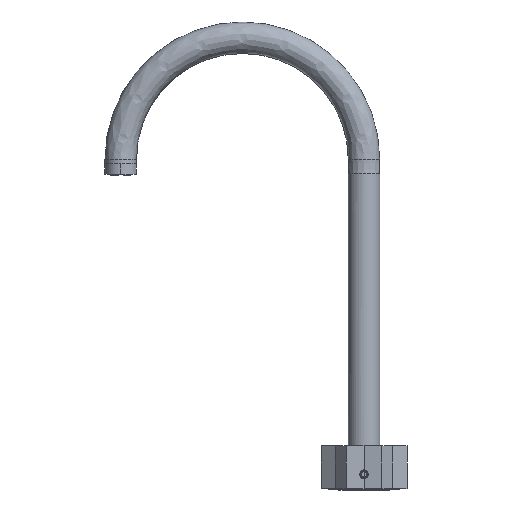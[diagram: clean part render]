
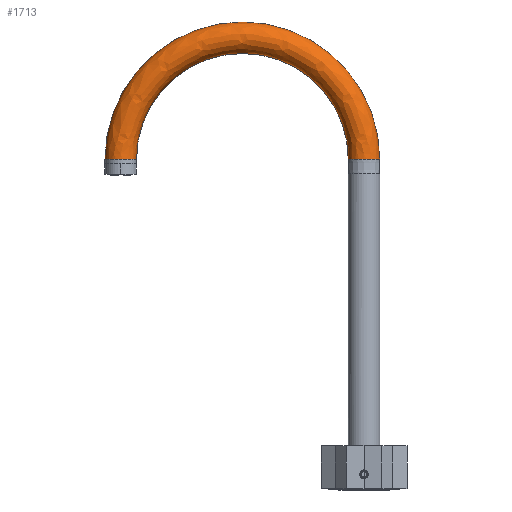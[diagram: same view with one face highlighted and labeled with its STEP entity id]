
A CAD part, left-side view. The second image highlights one B-rep face of the part: STEP entity #1713.
In plain terms, the highlighted face is a revolution surface.
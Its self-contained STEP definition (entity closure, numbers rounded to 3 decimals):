
#1501=CARTESIAN_POINT('Vertex',(0.,181.,248.5)) ;
#1520=CARTESIAN_POINT('Vertex',(0.,159.,248.5)) ;
#1557=CARTESIAN_POINT('Control Point',(0.,181.,248.5)) ;
#1558=CARTESIAN_POINT('Control Point',(-1.728,181.,248.5)) ;
#1559=CARTESIAN_POINT('Control Point',(-3.456,180.661,248.5)) ;
#1560=CARTESIAN_POINT('Control Point',(-5.095,179.982,248.5)) ;
#1561=CARTESIAN_POINT('Control Point',(-8.018,178.018,248.5)) ;
#1562=CARTESIAN_POINT('Control Point',(-9.982,175.095,248.5)) ;
#1563=CARTESIAN_POINT('Control Point',(-10.661,173.456,248.5)) ;
#1564=CARTESIAN_POINT('Control Point',(-11.339,170.,248.5)) ;
#1565=CARTESIAN_POINT('Control Point',(-10.661,166.544,248.5)) ;
#1566=CARTESIAN_POINT('Control Point',(-9.982,164.905,248.5)) ;
#1567=CARTESIAN_POINT('Control Point',(-8.018,161.982,248.5)) ;
#1568=CARTESIAN_POINT('Control Point',(-5.095,160.018,248.5)) ;
#1569=CARTESIAN_POINT('Control Point',(-3.456,159.339,248.5)) ;
#1570=CARTESIAN_POINT('Control Point',(-1.728,159.,248.5)) ;
#1571=CARTESIAN_POINT('Control Point',(0.,159.,248.5)) ;
#1631=CARTESIAN_POINT('Axis2P3D Location',(0.,85.,248.5)) ;
#1635=CARTESIAN_POINT('Vertex',(0.,11.,248.5)) ;
#1638=CARTESIAN_POINT('Axis2P3D Location',(0.,85.,248.5)) ;
#1642=CARTESIAN_POINT('Vertex',(0.,-11.,248.5)) ;
#1671=CARTESIAN_POINT('Control Point',(0.,181.,248.5)) ;
#1672=CARTESIAN_POINT('Control Point',(-1.728,181.,248.5)) ;
#1673=CARTESIAN_POINT('Control Point',(-3.456,180.661,248.5)) ;
#1674=CARTESIAN_POINT('Control Point',(-5.095,179.982,248.5)) ;
#1675=CARTESIAN_POINT('Control Point',(-8.018,178.018,248.5)) ;
#1676=CARTESIAN_POINT('Control Point',(-9.982,175.095,248.5)) ;
#1677=CARTESIAN_POINT('Control Point',(-10.661,173.456,248.5)) ;
#1678=CARTESIAN_POINT('Control Point',(-11.339,170.,248.5)) ;
#1679=CARTESIAN_POINT('Control Point',(-10.661,166.544,248.5)) ;
#1680=CARTESIAN_POINT('Control Point',(-9.982,164.905,248.5)) ;
#1681=CARTESIAN_POINT('Control Point',(-8.018,161.982,248.5)) ;
#1682=CARTESIAN_POINT('Control Point',(-5.095,160.018,248.5)) ;
#1683=CARTESIAN_POINT('Control Point',(-3.456,159.339,248.5)) ;
#1684=CARTESIAN_POINT('Control Point',(-1.728,159.,248.5)) ;
#1685=CARTESIAN_POINT('Control Point',(0.,159.,248.5)) ;
#1686=CARTESIAN_POINT('Axis1P Location',(0.,85.,248.5)) ;
#1691=CARTESIAN_POINT('Control Point',(0.,-11.,248.5)) ;
#1692=CARTESIAN_POINT('Control Point',(-1.728,-11.,248.5)) ;
#1693=CARTESIAN_POINT('Control Point',(-3.456,-10.661,248.5)) ;
#1694=CARTESIAN_POINT('Control Point',(-5.095,-9.982,248.5)) ;
#1695=CARTESIAN_POINT('Control Point',(-8.018,-8.018,248.5)) ;
#1696=CARTESIAN_POINT('Control Point',(-9.982,-5.095,248.5)) ;
#1697=CARTESIAN_POINT('Control Point',(-10.661,-3.456,248.5)) ;
#1698=CARTESIAN_POINT('Control Point',(-11.339,0.,248.5)) ;
#1699=CARTESIAN_POINT('Control Point',(-10.661,3.456,248.5)) ;
#1700=CARTESIAN_POINT('Control Point',(-9.982,5.095,248.5)) ;
#1701=CARTESIAN_POINT('Control Point',(-8.018,8.018,248.5)) ;
#1702=CARTESIAN_POINT('Control Point',(-5.095,9.982,248.5)) ;
#1703=CARTESIAN_POINT('Control Point',(-3.456,10.661,248.5)) ;
#1704=CARTESIAN_POINT('Control Point',(-1.728,11.,248.5)) ;
#1705=CARTESIAN_POINT('Control Point',(0.,11.,248.5)) ;
#1632=DIRECTION('Axis2P3D Direction',(1.,0.,0.)) ;
#1639=DIRECTION('Axis2P3D Direction',(1.,0.,0.)) ;
#1687=DIRECTION('Axis1P Direction',(1.,0.,0.)) ;
#1633=AXIS2_PLACEMENT_3D('Circle Axis2P3D',#1631,#1632,$) ;
#1640=AXIS2_PLACEMENT_3D('Circle Axis2P3D',#1638,#1639,$) ;
#1634=CIRCLE('generated circle',#1633,74.) ;
#1641=CIRCLE('generated circle',#1640,96.) ;
#1689=SURFACE_OF_REVOLUTION('Surface of Revolution',#1670,#1688) ;
#1688=AXIS1_PLACEMENT('Revolution Surface Axis1P',#1686,#1687) ;
#1572=EDGE_CURVE('',#1521,#1502,#1556,.F.) ;
#1637=EDGE_CURVE('',#1521,#1636,#1634,.T.) ;
#1644=EDGE_CURVE('',#1502,#1643,#1641,.T.) ;
#1706=EDGE_CURVE('',#1636,#1643,#1690,.F.) ;
#1708=ORIENTED_EDGE('',*,*,#1706,.T.) ;
#1709=ORIENTED_EDGE('',*,*,#1644,.F.) ;
#1710=ORIENTED_EDGE('',*,*,#1572,.F.) ;
#1711=ORIENTED_EDGE('',*,*,#1637,.T.) ;
#1707=EDGE_LOOP('',(#1708,#1709,#1710,#1711)) ;
#1502=VERTEX_POINT('',#1501) ;
#1521=VERTEX_POINT('',#1520) ;
#1636=VERTEX_POINT('',#1635) ;
#1643=VERTEX_POINT('',#1642) ;
#1713=ADVANCED_FACE('PR9C179.1\\P47257.1\\PartBody',(#1712),#1689,.F.) ;
#1556=B_SPLINE_CURVE_WITH_KNOTS('',5,(#1557,#1558,#1559,#1560,#1561,#1562,#1563,#1564,#1565,#1566,#1567,#1568,#1569,#1570,#1571),.UNSPECIFIED.,.F.,.U.,(6,3,3,3,6),(0.,8.751,17.503,26.254,35.006),.UNSPECIFIED.) ;
#1670=B_SPLINE_CURVE_WITH_KNOTS('',5,(#1671,#1672,#1673,#1674,#1675,#1676,#1677,#1678,#1679,#1680,#1681,#1682,#1683,#1684,#1685),.UNSPECIFIED.,.F.,.U.,(6,3,3,3,6),(31.345,40.097,48.848,57.6,66.351),.UNSPECIFIED.) ;
#1690=B_SPLINE_CURVE_WITH_KNOTS('',5,(#1691,#1692,#1693,#1694,#1695,#1696,#1697,#1698,#1699,#1700,#1701,#1702,#1703,#1704,#1705),.UNSPECIFIED.,.F.,.U.,(6,3,3,3,6),(31.345,40.097,48.848,57.6,66.351),.UNSPECIFIED.) ;
#1712=FACE_OUTER_BOUND('',#1707,.T.) ;
